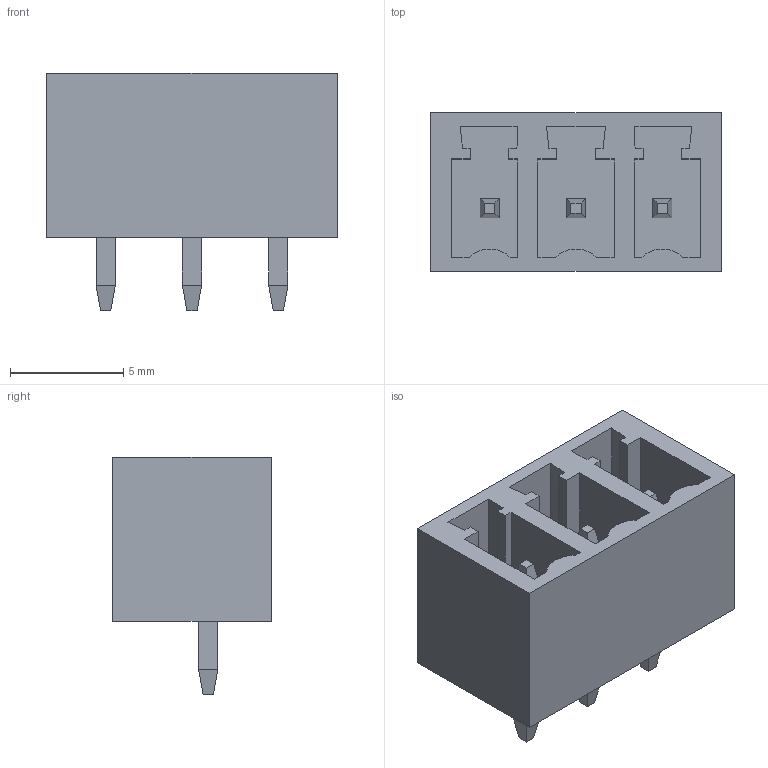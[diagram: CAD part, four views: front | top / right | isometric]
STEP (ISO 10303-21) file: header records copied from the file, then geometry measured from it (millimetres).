
FILE_DESCRIPTION( ( '' ), ' ' );
FILE_NAME( '58539a0a2c23cb10aebeec36.step', '2016-12-16T07:38:52', ( '' ), ( '' ), ' ', ' ', ' ' );
FILE_SCHEMA( ( 'AUTOMOTIVE_DESIGN { 1 0 10303 214 1 1 1 1 }' ) );
Length unit declared in the file: metre
Products named in the file (2): Part 1; Part 2
Bounding box: 12.82 x 7 x 10.5 mm (x, y, z)
Volume: 404.5 mm3; surface area: 864.9 mm2
Topology: 2 solids, 2 shells, 107 faces, 264 edges, 168 vertices
Faces by surface type: plane 104, cylinder 3
Entity records: 3958 total; most frequent: CARTESIAN_POINT 541, ORIENTED_EDGE 528, DIRECTION 488, EDGE_CURVE 264, LINE 258, VECTOR 258, VERTEX_POINT 168, EDGE_LOOP 116
